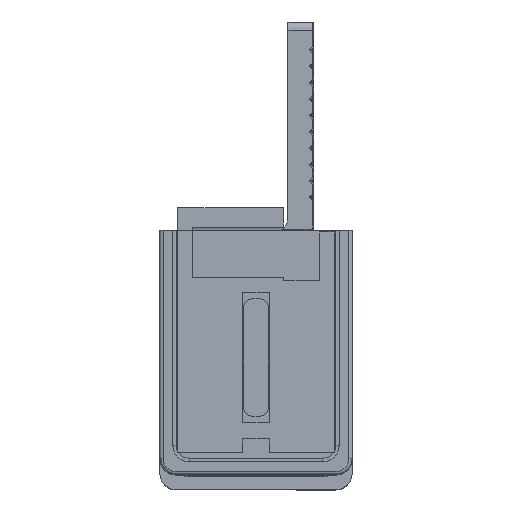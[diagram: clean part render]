
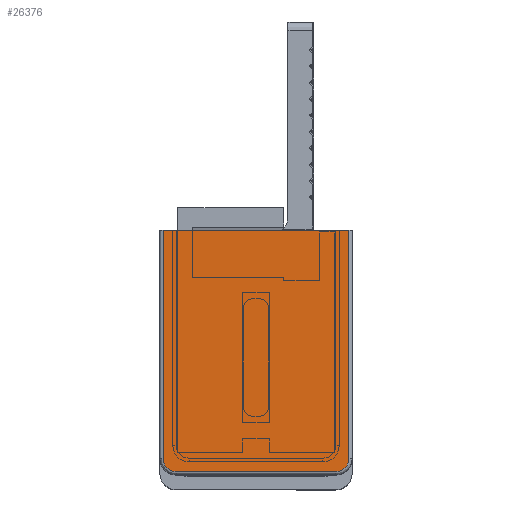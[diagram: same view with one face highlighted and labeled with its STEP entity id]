
A CAD part, top view. The second image highlights one B-rep face of the part: STEP entity #26376.
In plain terms, the highlighted planar face has unit normal (0, 0, 1).
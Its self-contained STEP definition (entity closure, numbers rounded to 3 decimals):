
#5594 = EDGE_LOOP ( 'NONE', ( #41294, #41303, #41302, #41317, #41296, #41254 ) ) ;
#6556 = EDGE_CURVE ( 'NONE', #26755, #26753, #39364, .T. ) ;
#6557 = EDGE_CURVE ( 'NONE', #26774, #26685, #39374, .T. ) ;
#6560 = EDGE_CURVE ( 'NONE', #26759, #26786, #39389, .T. ) ;
#6561 = EDGE_CURVE ( 'NONE', #26786, #26755, #39092, .T. ) ;
#6564 = EDGE_CURVE ( 'NONE', #26774, #26753, #39401, .T. ) ;
#6573 = EDGE_CURVE ( 'NONE', #26685, #26759, #39171, .T. ) ;
#9395 = DIRECTION ( 'NONE',  ( -1., 0., 0. ) ) ;
#9407 = DIRECTION ( 'NONE',  ( 0., 0., -1. ) ) ;
#9412 = FACE_OUTER_BOUND ( 'NONE', #5594, .T. ) ;
#9419 = CARTESIAN_POINT ( 'NONE',  ( 9.7, -0.4, 219. ) ) ;
#9421 = PLANE ( 'NONE',  #22943 ) ;
#10380 = CARTESIAN_POINT ( 'NONE',  ( 10.5, -0.4, 219. ) ) ;
#10410 = CARTESIAN_POINT ( 'NONE',  ( -0.9, 13.6, 219. ) ) ;
#10411 = CARTESIAN_POINT ( 'NONE',  ( -0.9, -0.4, 219. ) ) ;
#10422 = CARTESIAN_POINT ( 'NONE',  ( 9.7, -1.2, 219. ) ) ;
#10442 = CARTESIAN_POINT ( 'NONE',  ( 10.5, 13.6, 219. ) ) ;
#10449 = CARTESIAN_POINT ( 'NONE',  ( -0.1, -1.2, 219. ) ) ;
#22943 = AXIS2_PLACEMENT_3D ( 'NONE', #9419, #9407, #9395 ) ;
#26376 = ADVANCED_FACE ( 'NONE', ( #9412 ), #9421, .F. ) ;
#26685 = VERTEX_POINT ( 'NONE', #10380 ) ;
#26753 = VERTEX_POINT ( 'NONE', #10410 ) ;
#26755 = VERTEX_POINT ( 'NONE', #10411 ) ;
#26759 = VERTEX_POINT ( 'NONE', #10422 ) ;
#26774 = VERTEX_POINT ( 'NONE', #10442 ) ;
#26786 = VERTEX_POINT ( 'NONE', #10449 ) ;
#39082 = VECTOR ( 'NONE', #39369, 1000. ) ;
#39092 = CIRCLE ( 'NONE', #39124, 0.8 ) ;
#39101 = VECTOR ( 'NONE', #39362, 1000. ) ;
#39123 = VECTOR ( 'NONE', #39350, 1000. ) ;
#39124 = AXIS2_PLACEMENT_3D ( 'NONE', #39408, #39414, #39409 ) ;
#39134 = VECTOR ( 'NONE', #39422, 1000. ) ;
#39171 = CIRCLE ( 'NONE', #39212, 0.8 ) ;
#39212 = AXIS2_PLACEMENT_3D ( 'NONE', #39395, #39394, #39397 ) ;
#39350 = DIRECTION ( 'NONE',  ( 0., -1., 0. ) ) ;
#39362 = DIRECTION ( 'NONE',  ( -1., 0., 0. ) ) ;
#39364 = LINE ( 'NONE', #39386, #39082 ) ;
#39369 = DIRECTION ( 'NONE',  ( 0., 1., 0. ) ) ;
#39374 = LINE ( 'NONE', #39387, #39123 ) ;
#39375 = CARTESIAN_POINT ( 'NONE',  ( 9.7, -1.2, 219. ) ) ;
#39386 = CARTESIAN_POINT ( 'NONE',  ( -0.9, -0.4, 219. ) ) ;
#39387 = CARTESIAN_POINT ( 'NONE',  ( 10.5, -0.4, 219. ) ) ;
#39389 = LINE ( 'NONE', #39375, #39101 ) ;
#39394 = DIRECTION ( 'NONE',  ( 0., 0., -1. ) ) ;
#39395 = CARTESIAN_POINT ( 'NONE',  ( 9.7, -0.4, 219. ) ) ;
#39397 = DIRECTION ( 'NONE',  ( -1., 0., 0. ) ) ;
#39401 = LINE ( 'NONE', #39420, #39134 ) ;
#39408 = CARTESIAN_POINT ( 'NONE',  ( -0.1, -0.4, 219. ) ) ;
#39409 = DIRECTION ( 'NONE',  ( -1., 0., 0. ) ) ;
#39414 = DIRECTION ( 'NONE',  ( 0., 0., -1. ) ) ;
#39420 = CARTESIAN_POINT ( 'NONE',  ( 10.7, 13.6, 219. ) ) ;
#39422 = DIRECTION ( 'NONE',  ( -1., 0., 0. ) ) ;
#41254 = ORIENTED_EDGE ( 'NONE', *, *, #6556, .F. ) ;
#41294 = ORIENTED_EDGE ( 'NONE', *, *, #6561, .F. ) ;
#41296 = ORIENTED_EDGE ( 'NONE', *, *, #6564, .T. ) ;
#41302 = ORIENTED_EDGE ( 'NONE', *, *, #6573, .F. ) ;
#41303 = ORIENTED_EDGE ( 'NONE', *, *, #6560, .F. ) ;
#41317 = ORIENTED_EDGE ( 'NONE', *, *, #6557, .F. ) ;
